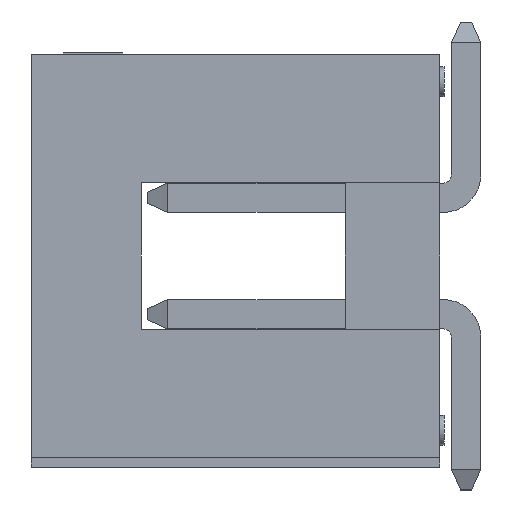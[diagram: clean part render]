
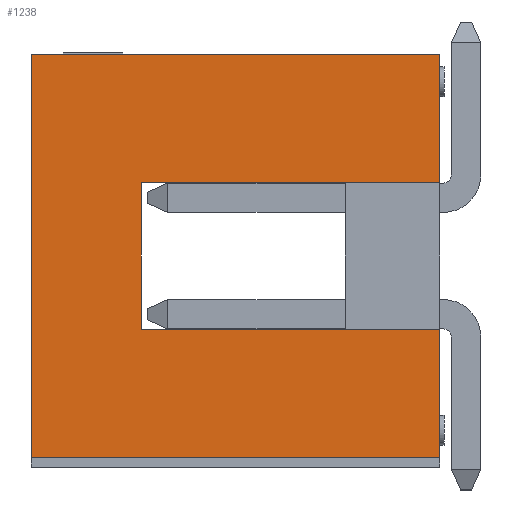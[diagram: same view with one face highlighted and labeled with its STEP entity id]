
A CAD part, left-side view. The second image highlights one B-rep face of the part: STEP entity #1238.
In plain terms, the highlighted planar face has unit normal (-1, 0, 0).
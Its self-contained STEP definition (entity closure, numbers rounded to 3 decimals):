
#220 = DIRECTION ( 'NONE',  ( -1., 0., 0. ) ) ;
#489 = EDGE_CURVE ( 'NONE', #6843, #3059, #8763, .T. ) ;
#526 = CARTESIAN_POINT ( 'NONE',  ( -12.7, 0., 4.4 ) ) ;
#666 = VECTOR ( 'NONE', #5830, 1000. ) ;
#910 = CARTESIAN_POINT ( 'NONE',  ( -12.7, 8.9, 4.4 ) ) ;
#925 = PLANE ( 'NONE',  #4110 ) ;
#1111 = VERTEX_POINT ( 'NONE', #3078 ) ;
#1238 = ADVANCED_FACE ( 'NONE', ( #8410 ), #925, .T. ) ;
#1585 = VECTOR ( 'NONE', #8268, 1000. ) ;
#1596 = CARTESIAN_POINT ( 'NONE',  ( -12.7, 8.9, -4.4 ) ) ;
#1684 = CARTESIAN_POINT ( 'NONE',  ( -12.7, 0., -0.1 ) ) ;
#1806 = VECTOR ( 'NONE', #7937, 1000. ) ;
#1833 = CARTESIAN_POINT ( 'NONE',  ( -12.7, 0., -1.6 ) ) ;
#1984 = CARTESIAN_POINT ( 'NONE',  ( -12.7, 0., 1.6 ) ) ;
#2107 = VERTEX_POINT ( 'NONE', #1984 ) ;
#2178 = CARTESIAN_POINT ( 'NONE',  ( -12.7, 0., -0.1 ) ) ;
#2228 = EDGE_CURVE ( 'NONE', #2107, #5886, #8550, .T. ) ;
#2254 = VERTEX_POINT ( 'NONE', #7305 ) ;
#2684 = VECTOR ( 'NONE', #8380, 1000. ) ;
#2879 = CARTESIAN_POINT ( 'NONE',  ( -12.7, 4.45, 1.6 ) ) ;
#2916 = VECTOR ( 'NONE', #3001, 1000. ) ;
#3001 = DIRECTION ( 'NONE',  ( 0., 0., -1. ) ) ;
#3059 = VERTEX_POINT ( 'NONE', #1596 ) ;
#3078 = CARTESIAN_POINT ( 'NONE',  ( -12.7, 6.5, 1.6 ) ) ;
#3262 = EDGE_CURVE ( 'NONE', #2254, #7032, #7526, .T. ) ;
#3456 = CARTESIAN_POINT ( 'NONE',  ( -12.7, 4.45, -4.4 ) ) ;
#3696 = CARTESIAN_POINT ( 'NONE',  ( -12.7, 8.9, 0. ) ) ;
#3777 = CARTESIAN_POINT ( 'NONE',  ( -12.7, 4.45, -1.6 ) ) ;
#3872 = DIRECTION ( 'NONE',  ( 0., 0., 1. ) ) ;
#4110 = AXIS2_PLACEMENT_3D ( 'NONE', #7567, #220, #3872 ) ;
#4251 = DIRECTION ( 'NONE',  ( 0., 0., 1. ) ) ;
#4268 = ORIENTED_EDGE ( 'NONE', *, *, #8558, .T. ) ;
#4296 = EDGE_CURVE ( 'NONE', #7872, #1111, #9139, .T. ) ;
#4338 = VECTOR ( 'NONE', #7044, 1000. ) ;
#4723 = EDGE_CURVE ( 'NONE', #7032, #7872, #8680, .T. ) ;
#5183 = CARTESIAN_POINT ( 'NONE',  ( -12.7, 6.5, -1.6 ) ) ;
#5594 = ORIENTED_EDGE ( 'NONE', *, *, #4723, .T. ) ;
#5599 = ORIENTED_EDGE ( 'NONE', *, *, #3262, .T. ) ;
#5830 = DIRECTION ( 'NONE',  ( 0., -1., 0. ) ) ;
#5886 = VERTEX_POINT ( 'NONE', #526 ) ;
#5940 = EDGE_LOOP ( 'NONE', ( #5599, #5594, #7668, #9025, #7727, #6745, #9252, #4268 ) ) ;
#6037 = DIRECTION ( 'NONE',  ( 0., -1., 0. ) ) ;
#6462 = EDGE_CURVE ( 'NONE', #1111, #2107, #8012, .T. ) ;
#6540 = LINE ( 'NONE', #3456, #666 ) ;
#6745 = ORIENTED_EDGE ( 'NONE', *, *, #8965, .F. ) ;
#6843 = VERTEX_POINT ( 'NONE', #910 ) ;
#7032 = VERTEX_POINT ( 'NONE', #1833 ) ;
#7044 = DIRECTION ( 'NONE',  ( 0., 0., 1. ) ) ;
#7305 = CARTESIAN_POINT ( 'NONE',  ( -12.7, 0., -4.4 ) ) ;
#7459 = CARTESIAN_POINT ( 'NONE',  ( -12.7, 4.45, 4.4 ) ) ;
#7526 = LINE ( 'NONE', #1684, #2684 ) ;
#7553 = VECTOR ( 'NONE', #6037, 1000. ) ;
#7567 = CARTESIAN_POINT ( 'NONE',  ( -12.7, -0.178, -4.576 ) ) ;
#7668 = ORIENTED_EDGE ( 'NONE', *, *, #4296, .T. ) ;
#7727 = ORIENTED_EDGE ( 'NONE', *, *, #2228, .T. ) ;
#7742 = CARTESIAN_POINT ( 'NONE',  ( -12.7, 6.5, 0. ) ) ;
#7872 = VERTEX_POINT ( 'NONE', #5183 ) ;
#7937 = DIRECTION ( 'NONE',  ( 0., -1., 0. ) ) ;
#7989 = VECTOR ( 'NONE', #4251, 1000. ) ;
#8012 = LINE ( 'NONE', #2879, #1806 ) ;
#8121 = LINE ( 'NONE', #7459, #7553 ) ;
#8268 = DIRECTION ( 'NONE',  ( 0., 1., 0. ) ) ;
#8380 = DIRECTION ( 'NONE',  ( 0., 0., 1. ) ) ;
#8410 = FACE_OUTER_BOUND ( 'NONE', #5940, .T. ) ;
#8550 = LINE ( 'NONE', #2178, #7989 ) ;
#8558 = EDGE_CURVE ( 'NONE', #3059, #2254, #6540, .T. ) ;
#8680 = LINE ( 'NONE', #3777, #1585 ) ;
#8763 = LINE ( 'NONE', #3696, #2916 ) ;
#8965 = EDGE_CURVE ( 'NONE', #6843, #5886, #8121, .T. ) ;
#9025 = ORIENTED_EDGE ( 'NONE', *, *, #6462, .T. ) ;
#9139 = LINE ( 'NONE', #7742, #4338 ) ;
#9252 = ORIENTED_EDGE ( 'NONE', *, *, #489, .T. ) ;
